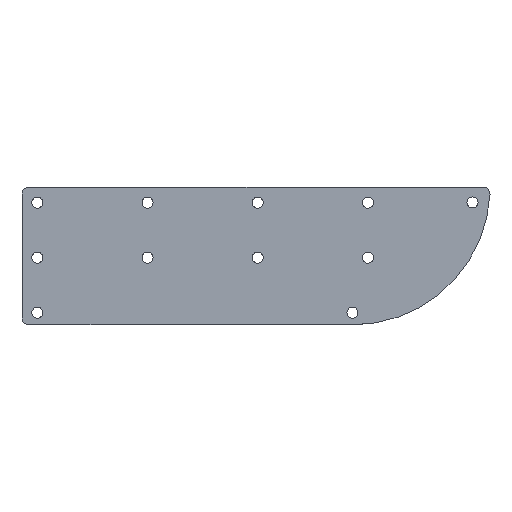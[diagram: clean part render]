
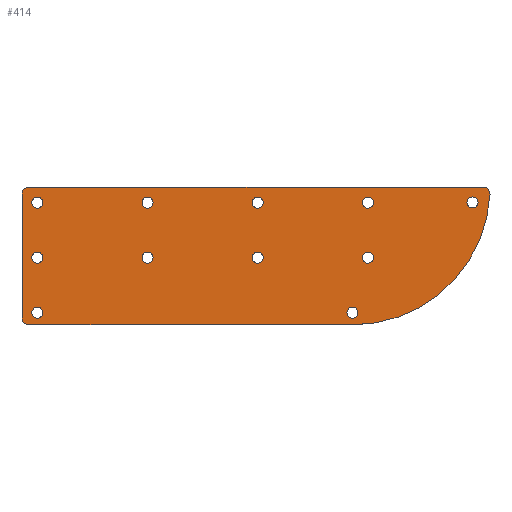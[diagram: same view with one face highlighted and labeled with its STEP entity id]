
A CAD part, top view. The second image highlights one B-rep face of the part: STEP entity #414.
In plain terms, the highlighted planar face has unit normal (0, 0, 1).
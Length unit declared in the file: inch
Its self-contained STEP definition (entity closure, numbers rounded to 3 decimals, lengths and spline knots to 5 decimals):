
#26=FACE_BOUND('',#93,.T.);
#27=FACE_BOUND('',#94,.T.);
#28=FACE_BOUND('',#95,.T.);
#29=FACE_BOUND('',#96,.T.);
#30=FACE_BOUND('',#97,.T.);
#31=FACE_BOUND('',#98,.T.);
#32=FACE_BOUND('',#99,.T.);
#33=FACE_BOUND('',#100,.T.);
#34=FACE_BOUND('',#101,.T.);
#35=FACE_BOUND('',#102,.T.);
#36=FACE_BOUND('',#103,.T.);
#41=PLANE('',#486);
#61=FACE_OUTER_BOUND('',#92,.T.);
#92=EDGE_LOOP('',(#362,#363,#364,#365,#366,#367,#368));
#93=EDGE_LOOP('',(#369));
#94=EDGE_LOOP('',(#370));
#95=EDGE_LOOP('',(#371));
#96=EDGE_LOOP('',(#372));
#97=EDGE_LOOP('',(#373));
#98=EDGE_LOOP('',(#374));
#99=EDGE_LOOP('',(#375));
#100=EDGE_LOOP('',(#376));
#101=EDGE_LOOP('',(#377));
#102=EDGE_LOOP('',(#378));
#103=EDGE_LOOP('',(#379));
#120=LINE('',#703,#144);
#126=LINE('',#720,#150);
#127=LINE('',#722,#151);
#144=VECTOR('',#587,0.3937);
#150=VECTOR('',#607,0.3937);
#151=VECTOR('',#610,0.3937);
#152=CIRCLE('',#438,0.1);
#154=CIRCLE('',#441,0.1);
#156=CIRCLE('',#444,0.1);
#158=CIRCLE('',#447,0.1);
#160=CIRCLE('',#450,0.1);
#162=CIRCLE('',#453,0.1);
#164=CIRCLE('',#456,0.1);
#166=CIRCLE('',#459,0.1);
#168=CIRCLE('',#462,0.1);
#170=CIRCLE('',#465,0.1);
#172=CIRCLE('',#468,0.1);
#174=CIRCLE('',#471,0.125);
#179=CIRCLE('',#479,0.125);
#180=CIRCLE('',#481,0.125);
#181=CIRCLE('',#483,2.5);
#182=VERTEX_POINT('',#615);
#184=VERTEX_POINT('',#621);
#186=VERTEX_POINT('',#627);
#188=VERTEX_POINT('',#633);
#190=VERTEX_POINT('',#639);
#192=VERTEX_POINT('',#645);
#194=VERTEX_POINT('',#651);
#196=VERTEX_POINT('',#657);
#198=VERTEX_POINT('',#663);
#200=VERTEX_POINT('',#669);
#202=VERTEX_POINT('',#675);
#204=VERTEX_POINT('',#681);
#205=VERTEX_POINT('',#682);
#213=VERTEX_POINT('',#702);
#214=VERTEX_POINT('',#706);
#215=VERTEX_POINT('',#710);
#216=VERTEX_POINT('',#711);
#217=VERTEX_POINT('',#716);
#218=EDGE_CURVE('',#182,#182,#152,.T.);
#221=EDGE_CURVE('',#184,#184,#154,.T.);
#224=EDGE_CURVE('',#186,#186,#156,.T.);
#227=EDGE_CURVE('',#188,#188,#158,.T.);
#230=EDGE_CURVE('',#190,#190,#160,.T.);
#233=EDGE_CURVE('',#192,#192,#162,.T.);
#236=EDGE_CURVE('',#194,#194,#164,.T.);
#239=EDGE_CURVE('',#196,#196,#166,.T.);
#242=EDGE_CURVE('',#198,#198,#168,.T.);
#245=EDGE_CURVE('',#200,#200,#170,.T.);
#248=EDGE_CURVE('',#202,#202,#172,.T.);
#251=EDGE_CURVE('',#204,#205,#174,.T.);
#261=EDGE_CURVE('',#213,#205,#120,.T.);
#263=EDGE_CURVE('',#213,#214,#179,.T.);
#265=EDGE_CURVE('',#215,#216,#180,.T.);
#268=EDGE_CURVE('',#217,#216,#181,.T.);
#270=EDGE_CURVE('',#215,#214,#126,.T.);
#271=EDGE_CURVE('',#204,#217,#127,.T.);
#362=ORIENTED_EDGE('',*,*,#251,.F.);
#363=ORIENTED_EDGE('',*,*,#271,.T.);
#364=ORIENTED_EDGE('',*,*,#268,.T.);
#365=ORIENTED_EDGE('',*,*,#265,.F.);
#366=ORIENTED_EDGE('',*,*,#270,.T.);
#367=ORIENTED_EDGE('',*,*,#263,.F.);
#368=ORIENTED_EDGE('',*,*,#261,.T.);
#369=ORIENTED_EDGE('',*,*,#218,.T.);
#370=ORIENTED_EDGE('',*,*,#221,.T.);
#371=ORIENTED_EDGE('',*,*,#224,.T.);
#372=ORIENTED_EDGE('',*,*,#227,.T.);
#373=ORIENTED_EDGE('',*,*,#230,.T.);
#374=ORIENTED_EDGE('',*,*,#233,.T.);
#375=ORIENTED_EDGE('',*,*,#236,.T.);
#376=ORIENTED_EDGE('',*,*,#239,.T.);
#377=ORIENTED_EDGE('',*,*,#242,.T.);
#378=ORIENTED_EDGE('',*,*,#245,.T.);
#379=ORIENTED_EDGE('',*,*,#248,.T.);
#414=ADVANCED_FACE('',(#61,#26,#27,#28,#29,#30,#31,#32,#33,#34,#35,#36),
#41,.T.);
#438=AXIS2_PLACEMENT_3D('',#616,#491,#492);
#441=AXIS2_PLACEMENT_3D('',#622,#498,#499);
#444=AXIS2_PLACEMENT_3D('',#628,#505,#506);
#447=AXIS2_PLACEMENT_3D('',#634,#512,#513);
#450=AXIS2_PLACEMENT_3D('',#640,#519,#520);
#453=AXIS2_PLACEMENT_3D('',#646,#526,#527);
#456=AXIS2_PLACEMENT_3D('',#652,#533,#534);
#459=AXIS2_PLACEMENT_3D('',#658,#540,#541);
#462=AXIS2_PLACEMENT_3D('',#664,#547,#548);
#465=AXIS2_PLACEMENT_3D('',#670,#554,#555);
#468=AXIS2_PLACEMENT_3D('',#676,#561,#562);
#471=AXIS2_PLACEMENT_3D('',#683,#568,#569);
#479=AXIS2_PLACEMENT_3D('',#707,#591,#592);
#481=AXIS2_PLACEMENT_3D('',#712,#596,#597);
#483=AXIS2_PLACEMENT_3D('',#717,#602,#603);
#486=AXIS2_PLACEMENT_3D('',#723,#611,#612);
#491=DIRECTION('center_axis',(0.,0.,-1.));
#492=DIRECTION('ref_axis',(1.,0.,0.));
#498=DIRECTION('center_axis',(0.,0.,-1.));
#499=DIRECTION('ref_axis',(1.,0.,0.));
#505=DIRECTION('center_axis',(0.,0.,-1.));
#506=DIRECTION('ref_axis',(1.,0.,0.));
#512=DIRECTION('center_axis',(0.,0.,-1.));
#513=DIRECTION('ref_axis',(1.,0.,0.));
#519=DIRECTION('center_axis',(0.,0.,-1.));
#520=DIRECTION('ref_axis',(1.,0.,0.));
#526=DIRECTION('center_axis',(0.,0.,-1.));
#527=DIRECTION('ref_axis',(1.,0.,0.));
#533=DIRECTION('center_axis',(0.,0.,-1.));
#534=DIRECTION('ref_axis',(1.,0.,0.));
#540=DIRECTION('center_axis',(0.,0.,-1.));
#541=DIRECTION('ref_axis',(1.,0.,0.));
#547=DIRECTION('center_axis',(0.,0.,-1.));
#548=DIRECTION('ref_axis',(1.,0.,0.));
#554=DIRECTION('center_axis',(0.,0.,-1.));
#555=DIRECTION('ref_axis',(1.,0.,0.));
#561=DIRECTION('center_axis',(0.,0.,-1.));
#562=DIRECTION('ref_axis',(1.,0.,0.));
#568=DIRECTION('center_axis',(0.,0.,-1.));
#569=DIRECTION('ref_axis',(-0.707,-0.707,0.));
#587=DIRECTION('',(0.,-1.,0.));
#591=DIRECTION('center_axis',(0.,0.,-1.));
#592=DIRECTION('ref_axis',(-0.707,0.707,0.));
#596=DIRECTION('center_axis',(0.,0.,-1.));
#597=DIRECTION('ref_axis',(0.725,0.688,0.));
#602=DIRECTION('center_axis',(0.,0.,1.));
#603=DIRECTION('ref_axis',(0.,-1.,0.));
#607=DIRECTION('',(-1.,0.,0.));
#610=DIRECTION('',(1.,0.,0.));
#611=DIRECTION('center_axis',(0.,0.,1.));
#612=DIRECTION('ref_axis',(1.,0.,0.));
#615=CARTESIAN_POINT('',(2.07872,-0.27745,0.0625));
#616=CARTESIAN_POINT('Origin',(2.17872,-0.27745,0.0625));
#621=CARTESIAN_POINT('',(0.17872,-0.28046,0.0625));
#622=CARTESIAN_POINT('Origin',(0.27872,-0.28046,0.0625));
#627=CARTESIAN_POINT('',(-5.82128,-1.28046,0.0625));
#628=CARTESIAN_POINT('Origin',(-5.72128,-1.28046,0.0625));
#633=CARTESIAN_POINT('',(0.17872,-1.28046,0.0625));
#634=CARTESIAN_POINT('Origin',(0.27872,-1.28046,0.0625));
#639=CARTESIAN_POINT('',(-5.82128,-0.28046,0.0625));
#640=CARTESIAN_POINT('Origin',(-5.72128,-0.28046,0.0625));
#645=CARTESIAN_POINT('',(-0.1,-2.28046,0.0625));
#646=CARTESIAN_POINT('Origin',(0.,-2.28046,0.0625));
#651=CARTESIAN_POINT('',(-1.82128,-0.28046,0.0625));
#652=CARTESIAN_POINT('Origin',(-1.72128,-0.28046,0.0625));
#657=CARTESIAN_POINT('',(-3.82128,-1.28046,0.0625));
#658=CARTESIAN_POINT('Origin',(-3.72128,-1.28046,0.0625));
#663=CARTESIAN_POINT('',(-1.82128,-1.28046,0.0625));
#664=CARTESIAN_POINT('Origin',(-1.72128,-1.28046,0.0625));
#669=CARTESIAN_POINT('',(-3.82128,-0.28046,0.0625));
#670=CARTESIAN_POINT('Origin',(-3.72128,-0.28046,0.0625));
#675=CARTESIAN_POINT('',(-5.82128,-2.28046,0.0625));
#676=CARTESIAN_POINT('Origin',(-5.72128,-2.28046,0.0625));
#681=CARTESIAN_POINT('',(-5.875,-2.5,0.0625));
#682=CARTESIAN_POINT('',(-6.,-2.375,0.0625));
#683=CARTESIAN_POINT('Origin',(-5.875,-2.375,0.0625));
#702=CARTESIAN_POINT('',(-6.,-0.125,0.0625));
#703=CARTESIAN_POINT('',(-6.,0.,0.0625));
#706=CARTESIAN_POINT('',(-5.875,0.,0.0625));
#707=CARTESIAN_POINT('Origin',(-5.875,-0.125,0.0625));
#710=CARTESIAN_POINT('',(2.37171,0.,0.0625));
#711=CARTESIAN_POINT('',(2.49653,-0.13158,0.0625));
#712=CARTESIAN_POINT('Origin',(2.37171,-0.125,0.0625));
#716=CARTESIAN_POINT('',(0.,-2.5,0.0625));
#717=CARTESIAN_POINT('Origin',(0.,0.,0.0625));
#720=CARTESIAN_POINT('',(2.5,0.,0.0625));
#722=CARTESIAN_POINT('',(-6.,-2.5,0.0625));
#723=CARTESIAN_POINT('Origin',(-1.75,-1.25,0.0625));
